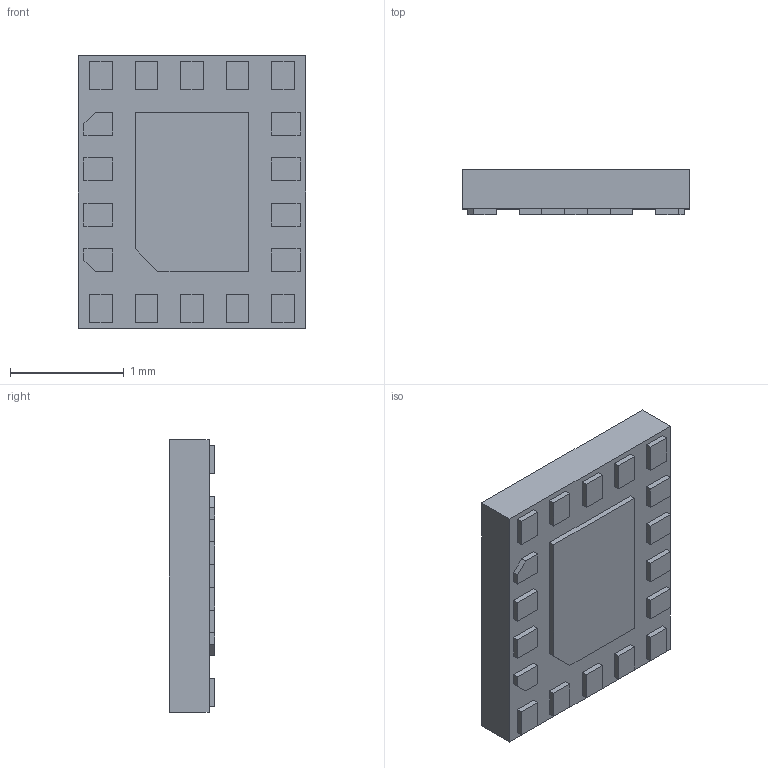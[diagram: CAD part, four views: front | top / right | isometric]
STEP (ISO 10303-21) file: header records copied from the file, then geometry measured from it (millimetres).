
FILE_DESCRIPTION (( 'STEP AP214' ), '1' );
FILE_NAME ('RWQ18.STEP', '2024-04-07T12:51:46', ( '' ), ( '' ), 'SwSTEP 2.0', 'SolidWorks 2021', '' );
FILE_SCHEMA (( 'AUTOMOTIVE_DESIGN' ));
Length unit declared in the file: millimetre
Products named in the file (1): RWQ18
Bounding box: 2 x 0.4 x 2.4 mm (x, y, z)
Volume: 1.8 mm3; surface area: 20.6 mm2
Topology: 21 solids, 21 shells, 228 faces, 498 edges, 332 vertices
Faces by surface type: plane 224, cylinder 4
Entity records: 6324 total; most frequent: CARTESIAN_POINT 1059, ORIENTED_EDGE 996, DIRECTION 964, EDGE_CURVE 498, VECTOR 490, LINE 490, VERTEX_POINT 332, EDGE_LOOP 248
